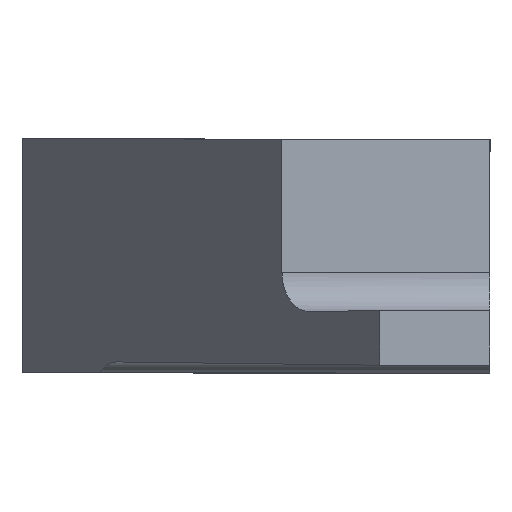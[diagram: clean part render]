
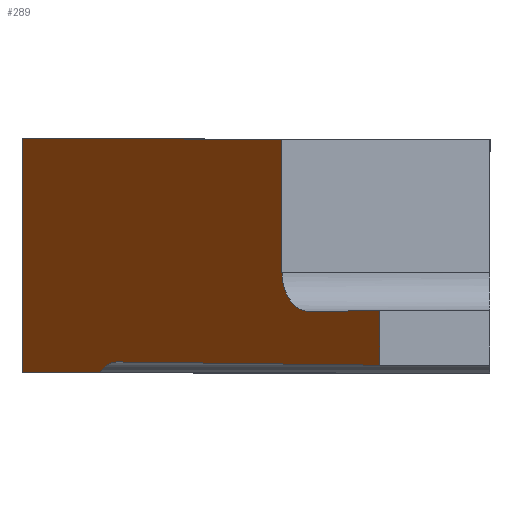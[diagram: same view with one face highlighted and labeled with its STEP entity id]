
A CAD part, left-side view. The second image highlights one B-rep face of the part: STEP entity #289.
In plain terms, the highlighted planar face has unit normal (-0.574, 0.819, 0).
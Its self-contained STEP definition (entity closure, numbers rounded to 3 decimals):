
#6 = EDGE_CURVE ( 'NONE', #315, #728, #741, .T. ) ;
#11 = CARTESIAN_POINT ( 'NONE',  ( -0.013, 1.402, -0.7 ) ) ;
#28 = CARTESIAN_POINT ( 'NONE',  ( 4.818, 4.784, -1.358 ) ) ;
#29 = LINE ( 'NONE', #279, #244 ) ;
#31 = CARTESIAN_POINT ( 'NONE',  ( 1.794, 2.667, -0.211 ) ) ;
#33 = CARTESIAN_POINT ( 'NONE',  ( 1.293, 2.316, -0.711 ) ) ;
#38 = ORIENTED_EDGE ( 'NONE', *, *, #181, .T. ) ;
#58 = VERTEX_POINT ( 'NONE', #130 ) ;
#64 = DIRECTION ( 'NONE',  ( 0.819, 0.574, -0.007 ) ) ;
#78 = VERTEX_POINT ( 'NONE', #401 ) ;
#86 = CARTESIAN_POINT ( 'NONE',  ( 1.29, 2.314, -0.711 ) ) ;
#102 = CARTESIAN_POINT ( 'NONE',  ( 6.554, 6., -1.5 ) ) ;
#106 = EDGE_CURVE ( 'NONE', #78, #58, #422, .T. ) ;
#122 = ORIENTED_EDGE ( 'NONE', *, *, #273, .T. ) ;
#130 = CARTESIAN_POINT ( 'NONE',  ( 1.794, 2.667, -0.211 ) ) ;
#133 = LINE ( 'NONE', #135, #641 ) ;
#135 = CARTESIAN_POINT ( 'NONE',  ( 0., 1.411, 1.5 ) ) ;
#142 = EDGE_CURVE ( 'NONE', #288, #706, #524, .T. ) ;
#151 = LINE ( 'NONE', #442, #434 ) ;
#152 = PLANE ( 'NONE',  #304 ) ;
#153 = EDGE_LOOP ( 'NONE', ( #356, #302, #38, #266, #598, #476, #466, #122, #561, #557 ) ) ;
#181 = EDGE_CURVE ( 'NONE', #706, #314, #512, .T. ) ;
#192 = CARTESIAN_POINT ( 'NONE',  ( 1.794, 2.667, 1.5 ) ) ;
#195 = DIRECTION ( 'NONE',  ( -0.819, -0.574, 0. ) ) ;
#205 = DIRECTION ( 'NONE',  ( 0.574, -0.819, 0. ) ) ;
#216 = DIRECTION ( 'NONE',  ( -0.819, -0.574, -0.007 ) ) ;
#226 = VECTOR ( 'NONE', #674, 1000. ) ;
#244 = VECTOR ( 'NONE', #347, 1000. ) ;
#250 = CARTESIAN_POINT ( 'NONE',  ( 1.291, 2.315, -0.711 ) ) ;
#251 = CARTESIAN_POINT ( 'NONE',  ( 6.554, 6., 1.5 ) ) ;
#259 = DIRECTION ( 'NONE',  ( 0.819, 0.574, 0. ) ) ;
#266 = ORIENTED_EDGE ( 'NONE', *, *, #748, .F. ) ;
#273 = EDGE_CURVE ( 'NONE', #58, #728, #361, .T. ) ;
#279 = CARTESIAN_POINT ( 'NONE',  ( 6.554, 6., 1.5 ) ) ;
#284 = VECTOR ( 'NONE', #566, 1000. ) ;
#288 = VERTEX_POINT ( 'NONE', #740 ) ;
#289 = ADVANCED_FACE ( 'NONE', ( #500 ), #152, .F. ) ;
#298 = CARTESIAN_POINT ( 'NONE',  ( 0., 1.411, 1.5 ) ) ;
#302 = ORIENTED_EDGE ( 'NONE', *, *, #142, .T. ) ;
#304 = AXIS2_PLACEMENT_3D ( 'NONE', #693, #205, #259 ) ;
#314 = VERTEX_POINT ( 'NONE', #686 ) ;
#315 = VERTEX_POINT ( 'NONE', #251 ) ;
#326 = CARTESIAN_POINT ( 'NONE',  ( 1.587, 2.522, -0.711 ) ) ;
#327 = CARTESIAN_POINT ( 'NONE',  ( 5.049, 4.946, -1.407 ) ) ;
#335 = CARTESIAN_POINT ( 'NONE',  ( 1.294, 2.317, -0.711 ) ) ;
#347 = DIRECTION ( 'NONE',  ( 0., 0., -1. ) ) ;
#355 = CARTESIAN_POINT ( 'NONE',  ( 4.818, 4.784, -1.358 ) ) ;
#356 = ORIENTED_EDGE ( 'NONE', *, *, #701, .T. ) ;
#361 = LINE ( 'NONE', #683, #284 ) ;
#365 = CARTESIAN_POINT ( 'NONE',  ( 1.794, 2.667, -0.504 ) ) ;
#370 = DIRECTION ( 'NONE',  ( 0., 0., -1. ) ) ;
#372 = VERTEX_POINT ( 'NONE', #656 ) ;
#381 = CARTESIAN_POINT ( 'NONE',  ( 1.294, 2.317, -0.711 ) ) ;
#387 = CARTESIAN_POINT ( 'NONE',  ( 4.939, 4.869, -1.357 ) ) ;
#401 = CARTESIAN_POINT ( 'NONE',  ( 1.294, 2.317, -0.711 ) ) ;
#422 =( BOUNDED_CURVE ( )  B_SPLINE_CURVE ( 3, ( #335, #326, #365, #31 ),
 .UNSPECIFIED., .F., .F. ) 
 B_SPLINE_CURVE_WITH_KNOTS ( ( 4, 4 ),
 ( 4.712, 6.283 ),
 .UNSPECIFIED. ) 
 CURVE ( )  GEOMETRIC_REPRESENTATION_ITEM ( )  RATIONAL_B_SPLINE_CURVE ( ( 1., 0.805, 0.805, 1. ) ) 
 REPRESENTATION_ITEM ( '' )  );
#434 = VECTOR ( 'NONE', #195, 1000. ) ;
#437 = EDGE_CURVE ( 'NONE', #372, #718, #639, .T. ) ;
#442 = CARTESIAN_POINT ( 'NONE',  ( 0., 1.411, -1.5 ) ) ;
#460 = CARTESIAN_POINT ( 'NONE',  ( 5.127, 5.001, -1.5 ) ) ;
#466 = ORIENTED_EDGE ( 'NONE', *, *, #106, .T. ) ;
#472 = EDGE_CURVE ( 'NONE', #315, #640, #29, .T. ) ;
#476 = ORIENTED_EDGE ( 'NONE', *, *, #699, .T. ) ;
#500 = FACE_OUTER_BOUND ( 'NONE', #153, .T. ) ;
#512 = LINE ( 'NONE', #700, #604 ) ;
#524 =( BOUNDED_CURVE ( )  B_SPLINE_CURVE ( 3, ( #460, #327, #387, #355 ),
 .UNSPECIFIED., .F., .T. ) 
 B_SPLINE_CURVE_WITH_KNOTS ( ( 4, 4 ),
 ( 0.701, 1.58 ),
 .UNSPECIFIED. ) 
 CURVE ( )  GEOMETRIC_REPRESENTATION_ITEM ( )  RATIONAL_B_SPLINE_CURVE ( ( 1., 0.937, 0.937, 1. ) ) 
 REPRESENTATION_ITEM ( '' )  );
#537 =( BOUNDED_CURVE ( )  B_SPLINE_CURVE ( 3, ( #555, #250, #33, #381 ),
 .UNSPECIFIED., .F., .T. ) 
 B_SPLINE_CURVE_WITH_KNOTS ( ( 4, 4 ),
 ( 4.704, 4.712 ),
 .UNSPECIFIED. ) 
 CURVE ( )  GEOMETRIC_REPRESENTATION_ITEM ( )  RATIONAL_B_SPLINE_CURVE ( ( 1., 1., 1., 1. ) ) 
 REPRESENTATION_ITEM ( '' )  );
#555 = CARTESIAN_POINT ( 'NONE',  ( 1.29, 2.314, -0.711 ) ) ;
#557 = ORIENTED_EDGE ( 'NONE', *, *, #472, .T. ) ;
#561 = ORIENTED_EDGE ( 'NONE', *, *, #6, .F. ) ;
#566 = DIRECTION ( 'NONE',  ( 0., 0., 1. ) ) ;
#598 = ORIENTED_EDGE ( 'NONE', *, *, #437, .T. ) ;
#604 = VECTOR ( 'NONE', #216, 1000. ) ;
#639 = LINE ( 'NONE', #11, #670 ) ;
#640 = VERTEX_POINT ( 'NONE', #102 ) ;
#641 = VECTOR ( 'NONE', #370, 1000. ) ;
#656 = CARTESIAN_POINT ( 'NONE',  ( 0., 1.411, -0.7 ) ) ;
#670 = VECTOR ( 'NONE', #64, 1000. ) ;
#674 = DIRECTION ( 'NONE',  ( -0.819, -0.574, 0. ) ) ;
#683 = CARTESIAN_POINT ( 'NONE',  ( 1.794, 2.667, 1.5 ) ) ;
#686 = CARTESIAN_POINT ( 'NONE',  ( 0., 1.411, -1.4 ) ) ;
#693 = CARTESIAN_POINT ( 'NONE',  ( 0., 1.411, 1.5 ) ) ;
#699 = EDGE_CURVE ( 'NONE', #718, #78, #537, .T. ) ;
#700 = CARTESIAN_POINT ( 'NONE',  ( 0.017, 1.423, -1.4 ) ) ;
#701 = EDGE_CURVE ( 'NONE', #640, #288, #151, .T. ) ;
#706 = VERTEX_POINT ( 'NONE', #28 ) ;
#718 = VERTEX_POINT ( 'NONE', #86 ) ;
#728 = VERTEX_POINT ( 'NONE', #192 ) ;
#740 = CARTESIAN_POINT ( 'NONE',  ( 5.127, 5.001, -1.5 ) ) ;
#741 = LINE ( 'NONE', #298, #226 ) ;
#748 = EDGE_CURVE ( 'NONE', #372, #314, #133, .T. ) ;
